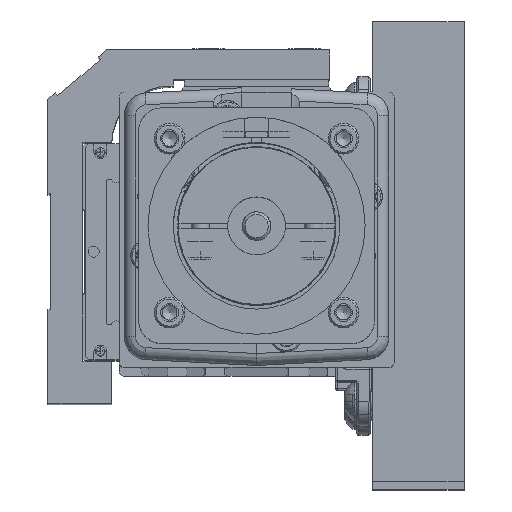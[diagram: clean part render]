
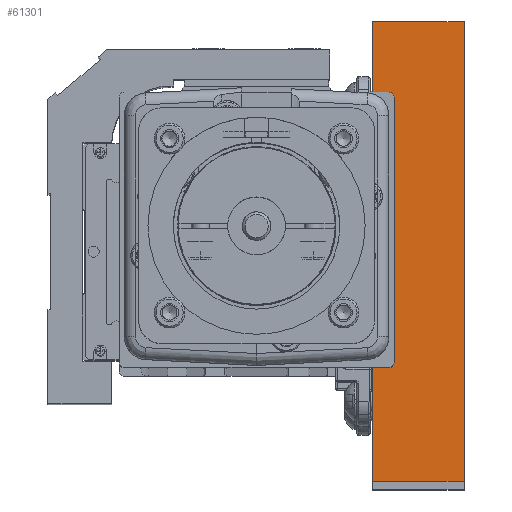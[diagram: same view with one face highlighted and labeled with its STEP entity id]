
A CAD part, top view. The second image highlights one B-rep face of the part: STEP entity #61301.
In plain terms, the highlighted planar face has unit normal (0, 0, 1).
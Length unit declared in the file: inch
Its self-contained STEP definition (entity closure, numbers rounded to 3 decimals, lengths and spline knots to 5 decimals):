
#900 = AXIS2_PLACEMENT_3D ( 'NONE', #46597, #1708, #16467 ) ;
#1708 = DIRECTION ( 'NONE',  ( 0., 0., -1. ) ) ;
#4180 = VERTEX_POINT ( 'NONE', #36479 ) ;
#5108 = EDGE_CURVE ( 'NONE', #30954, #5405, #20294, .T. ) ;
#5405 = VERTEX_POINT ( 'NONE', #31816 ) ;
#6315 = CARTESIAN_POINT ( 'NONE',  ( -2.5, 1., 0.375 ) ) ;
#9018 = ORIENTED_EDGE ( 'NONE', *, *, #5108, .F. ) ;
#14408 = ORIENTED_EDGE ( 'NONE', *, *, #50162, .T. ) ;
#15258 = CARTESIAN_POINT ( 'NONE',  ( -2.5, 1., 0.375 ) ) ;
#16467 = DIRECTION ( 'NONE',  ( 0., 1., 0. ) ) ;
#17458 = VECTOR ( 'NONE', #47468, 39.37008 ) ;
#18351 = DIRECTION ( 'NONE',  ( 0., -1., 0. ) ) ;
#20294 = LINE ( 'NONE', #41037, #30170 ) ;
#21821 = FACE_OUTER_BOUND ( 'NONE', #50675, .T. ) ;
#26492 = PLANE ( 'NONE',  #900 ) ;
#28009 = LINE ( 'NONE', #43414, #17458 ) ;
#29330 = EDGE_CURVE ( 'NONE', #5405, #46748, #53840, .T. ) ;
#30170 = VECTOR ( 'NONE', #41354, 39.37008 ) ;
#30954 = VERTEX_POINT ( 'NONE', #6315 ) ;
#31816 = CARTESIAN_POINT ( 'NONE',  ( 2.5, 1., 0.375 ) ) ;
#33277 = ORIENTED_EDGE ( 'NONE', *, *, #29330, .F. ) ;
#34310 = ORIENTED_EDGE ( 'NONE', *, *, #52219, .T. ) ;
#35640 = CARTESIAN_POINT ( 'NONE',  ( 2.5, 0., 0.375 ) ) ;
#36479 = CARTESIAN_POINT ( 'NONE',  ( -2.5, 0., 0.375 ) ) ;
#40013 = LINE ( 'NONE', #15258, #48386 ) ;
#41037 = CARTESIAN_POINT ( 'NONE',  ( 2.5, 1., 0.375 ) ) ;
#41354 = DIRECTION ( 'NONE',  ( 1., 0., 0. ) ) ;
#43414 = CARTESIAN_POINT ( 'NONE',  ( 2.5, 0., 0.375 ) ) ;
#45058 = DIRECTION ( 'NONE',  ( 0., -1., 0. ) ) ;
#46597 = CARTESIAN_POINT ( 'NONE',  ( 2.5, 1., 0.375 ) ) ;
#46748 = VERTEX_POINT ( 'NONE', #35640 ) ;
#47468 = DIRECTION ( 'NONE',  ( 1., 0., 0. ) ) ;
#48386 = VECTOR ( 'NONE', #45058, 39.37008 ) ;
#50162 = EDGE_CURVE ( 'NONE', #30954, #4180, #40013, .T. ) ;
#50675 = EDGE_LOOP ( 'NONE', ( #34310, #33277, #9018, #14408 ) ) ;
#52219 = EDGE_CURVE ( 'NONE', #4180, #46748, #28009, .T. ) ;
#53840 = LINE ( 'NONE', #54167, #63180 ) ;
#54167 = CARTESIAN_POINT ( 'NONE',  ( 2.5, 1., 0.375 ) ) ;
#61301 = ADVANCED_FACE ( 'NONE', ( #21821 ), #26492, .F. ) ;
#63180 = VECTOR ( 'NONE', #18351, 39.37008 ) ;
